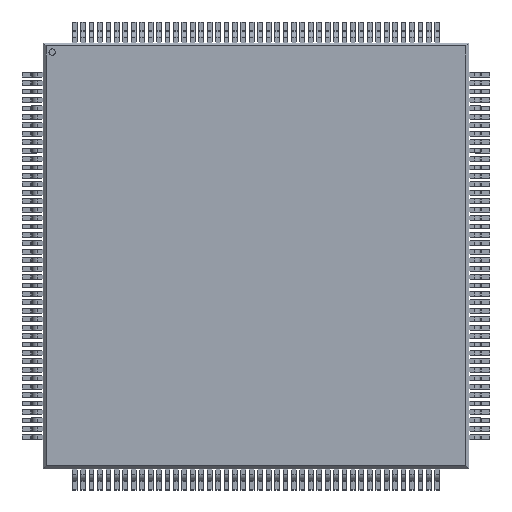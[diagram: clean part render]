
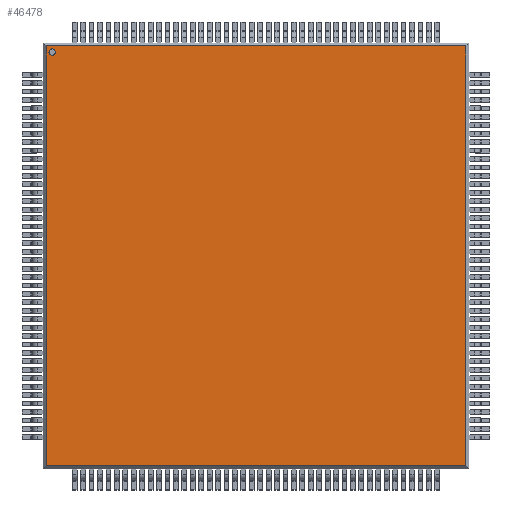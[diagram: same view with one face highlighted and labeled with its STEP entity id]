
A CAD part, top view. The second image highlights one B-rep face of the part: STEP entity #46478.
In plain terms, the highlighted planar face has unit normal (0, 0, 1).
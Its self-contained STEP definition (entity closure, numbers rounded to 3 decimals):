
#102=FACE_BOUND('',#6991,.T.);
#1600=CIRCLE('',#50182,0.15);
#4602=FACE_OUTER_BOUND('',#6990,.T.);
#6990=EDGE_LOOP('',(#39927,#39928,#39929,#39930));
#6991=EDGE_LOOP('',(#39931));
#12012=LINE('',#75424,#16961);
#12017=LINE('',#75434,#16966);
#12019=LINE('',#75438,#16968);
#12022=LINE('',#75443,#16971);
#16961=VECTOR('',#62527,1.);
#16966=VECTOR('',#62534,1.);
#16968=VECTOR('',#62538,1.);
#16971=VECTOR('',#62543,1.);
#21206=VERTEX_POINT('',#75417);
#21207=VERTEX_POINT('',#75422);
#21208=VERTEX_POINT('',#75423);
#21212=VERTEX_POINT('',#75433);
#21213=VERTEX_POINT('',#75437);
#27557=EDGE_CURVE('',#21206,#21206,#1600,.T.);
#27558=EDGE_CURVE('',#21207,#21208,#12012,.T.);
#27563=EDGE_CURVE('',#21208,#21212,#12017,.T.);
#27565=EDGE_CURVE('',#21213,#21207,#12019,.T.);
#27568=EDGE_CURVE('',#21212,#21213,#12022,.T.);
#39927=ORIENTED_EDGE('',*,*,#27558,.F.);
#39928=ORIENTED_EDGE('',*,*,#27565,.F.);
#39929=ORIENTED_EDGE('',*,*,#27568,.F.);
#39930=ORIENTED_EDGE('',*,*,#27563,.F.);
#39931=ORIENTED_EDGE('',*,*,#27557,.T.);
#41887=PLANE('',#50190);
#46478=ADVANCED_FACE('',(#4602,#102),#41887,.T.);
#50182=AXIS2_PLACEMENT_3D('',#75419,#62521,#62522);
#50190=AXIS2_PLACEMENT_3D('',#75455,#62554,#62555);
#62521=DIRECTION('center_axis',(0.,0.,-1.));
#62522=DIRECTION('ref_axis',(1.,0.,0.));
#62527=DIRECTION('',(0.,-1.,0.));
#62534=DIRECTION('',(-1.,0.,0.));
#62538=DIRECTION('',(1.,0.,0.));
#62543=DIRECTION('',(0.,1.,0.));
#62554=DIRECTION('center_axis',(0.,0.,1.));
#62555=DIRECTION('ref_axis',(1.,0.,0.));
#75417=CARTESIAN_POINT('',(-9.82,9.67,1.6));
#75419=CARTESIAN_POINT('Origin',(-9.67,9.67,1.6));
#75422=CARTESIAN_POINT('',(9.96,9.96,1.6));
#75423=CARTESIAN_POINT('',(9.96,-9.96,1.6));
#75424=CARTESIAN_POINT('',(9.96,0.,1.6));
#75433=CARTESIAN_POINT('',(-9.96,-9.96,1.6));
#75434=CARTESIAN_POINT('',(0.,-9.96,1.6));
#75437=CARTESIAN_POINT('',(-9.96,9.96,1.6));
#75438=CARTESIAN_POINT('',(0.,9.96,1.6));
#75443=CARTESIAN_POINT('',(-9.96,0.,1.6));
#75455=CARTESIAN_POINT('Origin',(0.,0.,1.6));
